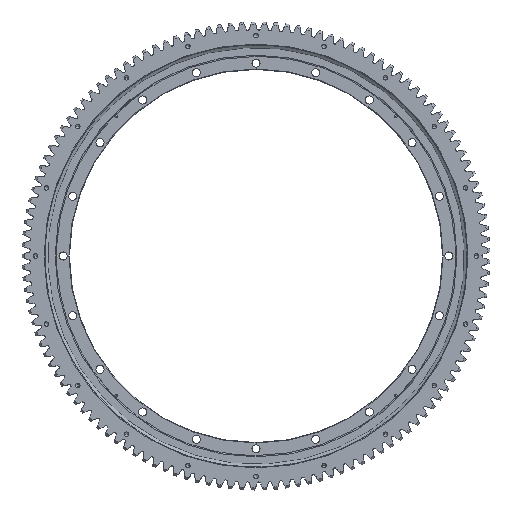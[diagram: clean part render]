
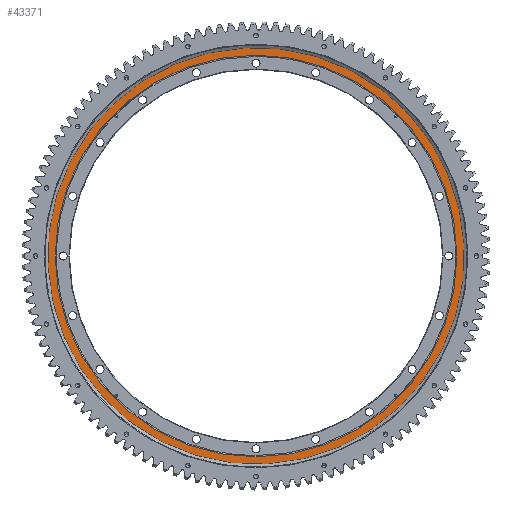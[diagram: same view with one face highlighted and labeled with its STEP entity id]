
A CAD part, front view. The second image highlights one B-rep face of the part: STEP entity #43371.
In plain terms, the highlighted planar face has unit normal (0, -1, 0).
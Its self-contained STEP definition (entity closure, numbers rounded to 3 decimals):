
#9288 = AXIS2_PLACEMENT_3D ( 'NONE', #9324, #9310, #9309 ) ;
#9309 = DIRECTION ( 'NONE',  ( 0., 0., 1. ) ) ;
#9310 = DIRECTION ( 'NONE',  ( 0., 1., 0. ) ) ;
#9323 = CIRCLE ( 'NONE', #9288, 449. ) ;
#9324 = CARTESIAN_POINT ( 'NONE',  ( 0., -16.5, 0. ) ) ;
#9356 = CARTESIAN_POINT ( 'NONE',  ( 0., -16.5, -449. ) ) ;
#9378 = CARTESIAN_POINT ( 'NONE',  ( 0., -16.5, 449. ) ) ;
#9563 = DIRECTION ( 'NONE',  ( 0., -1., 0. ) ) ;
#9608 = CIRCLE ( 'NONE', #9683, 470.25 ) ;
#9676 = CARTESIAN_POINT ( 'NONE',  ( 0., -16.5, 0. ) ) ;
#9678 = CARTESIAN_POINT ( 'NONE',  ( 470.25, -16.5, 0. ) ) ;
#9683 = AXIS2_PLACEMENT_3D ( 'NONE', #9676, #9563, #9706 ) ;
#9706 = DIRECTION ( 'NONE',  ( -1., 0., 0. ) ) ;
#9708 = CARTESIAN_POINT ( 'NONE',  ( -470.25, -16.5, 0. ) ) ;
#17554 = CIRCLE ( 'NONE', #17658, 449. ) ;
#17656 = DIRECTION ( 'NONE',  ( 0., 0., 1. ) ) ;
#17657 = DIRECTION ( 'NONE',  ( 0., 1., 0. ) ) ;
#17658 = AXIS2_PLACEMENT_3D ( 'NONE', #17665, #17657, #17656 ) ;
#17665 = CARTESIAN_POINT ( 'NONE',  ( 0., -16.5, 0. ) ) ;
#17711 = PLANE ( 'NONE',  #17765 ) ;
#17712 = FACE_BOUND ( 'NONE', #43358, .T. ) ;
#17728 = DIRECTION ( 'NONE',  ( -1., 0., 0. ) ) ;
#17729 = DIRECTION ( 'NONE',  ( 0., -1., 0. ) ) ;
#17730 = CARTESIAN_POINT ( 'NONE',  ( 0., -16.5, 0. ) ) ;
#17731 = AXIS2_PLACEMENT_3D ( 'NONE', #17730, #17729, #17728 ) ;
#17737 = CIRCLE ( 'NONE', #17731, 470.25 ) ;
#17758 = DIRECTION ( 'NONE',  ( 0., 0., -1. ) ) ;
#17759 = DIRECTION ( 'NONE',  ( 0., -1., 0. ) ) ;
#17762 = FACE_OUTER_BOUND ( 'NONE', #43333, .T. ) ;
#17765 = AXIS2_PLACEMENT_3D ( 'NONE', #17768, #17759, #17758 ) ;
#17768 = CARTESIAN_POINT ( 'NONE',  ( 0., -16.5, 471.25 ) ) ;
#42749 = EDGE_CURVE ( 'NONE', #42793, #42787, #9323, .T. ) ;
#42787 = VERTEX_POINT ( 'NONE', #9378 ) ;
#42793 = VERTEX_POINT ( 'NONE', #9356 ) ;
#42895 = EDGE_CURVE ( 'NONE', #42908, #42903, #9608, .T. ) ;
#42903 = VERTEX_POINT ( 'NONE', #9708 ) ;
#42908 = VERTEX_POINT ( 'NONE', #9678 ) ;
#43253 = EDGE_CURVE ( 'NONE', #42787, #42793, #17554, .T. ) ;
#43255 = ORIENTED_EDGE ( 'NONE', *, *, #43301, .T. ) ;
#43301 = EDGE_CURVE ( 'NONE', #42903, #42908, #17737, .T. ) ;
#43333 = EDGE_LOOP ( 'NONE', ( #43255, #43335 ) ) ;
#43335 = ORIENTED_EDGE ( 'NONE', *, *, #42895, .T. ) ;
#43358 = EDGE_LOOP ( 'NONE', ( #43368, #43374 ) ) ;
#43368 = ORIENTED_EDGE ( 'NONE', *, *, #43253, .T. ) ;
#43371 = ADVANCED_FACE ( 'NONE', ( #17712, #17762 ), #17711, .T. ) ;
#43374 = ORIENTED_EDGE ( 'NONE', *, *, #42749, .T. ) ;
